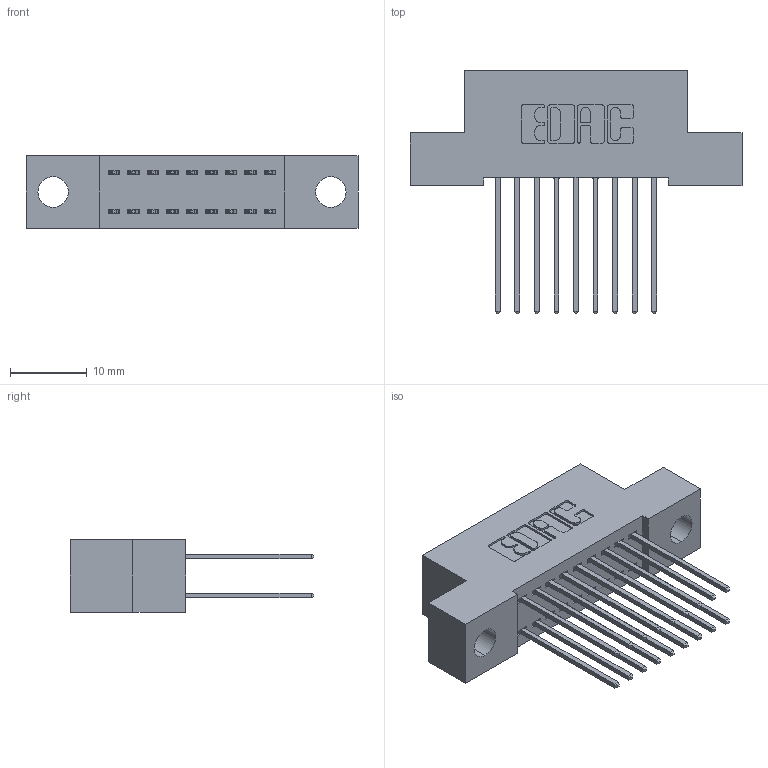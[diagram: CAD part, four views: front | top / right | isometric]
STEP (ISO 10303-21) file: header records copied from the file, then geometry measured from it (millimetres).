
FILE_DESCRIPTION (( 'STEP AP203' ), '1' );
FILE_NAME ('342-018-542-204.STEP', '2019-10-01T20:05:42', ( '' ), ( '' ), 'SwSTEP 2.0', 'SolidWorks 2016', '' );
FILE_SCHEMA (( 'CONFIG_CONTROL_DESIGN' ));
Length unit declared in the file: inch
Products named in the file (3): 342 Part_.156 TH; 345-292-001_345-293-142; 342-018-542-204
Assembly tree (19 placements, depth 2):
  342-018-542-204
    342 Part_.156 TH
    345-292-001_345-293-142  x18
Bounding box: 43.18 x 31.63 x 9.4 mm (x, y, z)
Volume: 3720.4 mm3; surface area: 5443.5 mm2
Topology: 19 solids, 19 shells, 1046 faces, 3089 edges, 2034 vertices
Faces by surface type: plane 714, cylinder 332
Entity records: 9947 total; most frequent: CARTESIAN_POINT 1686, ORIENTED_EDGE 1622, DIRECTION 1499, EDGE_CURVE 811, LINE 683, VECTOR 683, VERTEX_POINT 538, AXIS2_PLACEMENT_3D 408
